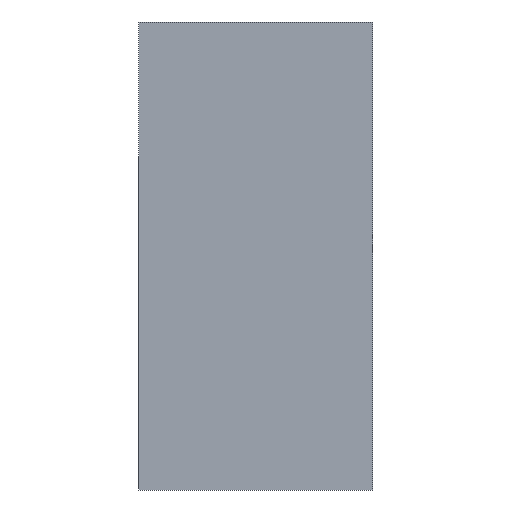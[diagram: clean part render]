
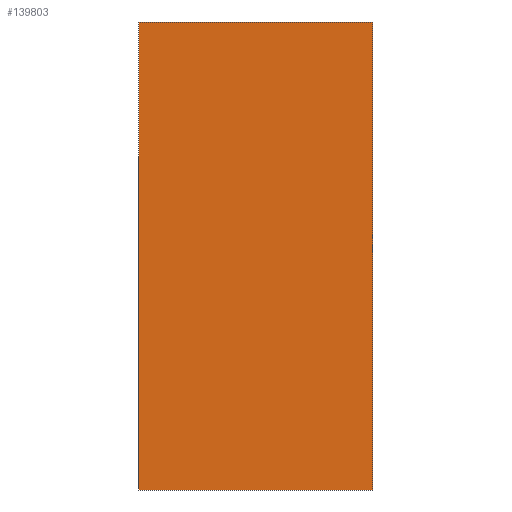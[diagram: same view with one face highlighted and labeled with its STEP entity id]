
A CAD part, front view. The second image highlights one B-rep face of the part: STEP entity #139803.
In plain terms, the highlighted free-form (B-spline) face has degree [1, 1] with [2, 2] control points.
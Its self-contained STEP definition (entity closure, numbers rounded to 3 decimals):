
#139705 = VERTEX_POINT('',#139706);
#139706 = CARTESIAN_POINT('',(3744.697,-166.431,
    7489.394));
#139711 = EDGE_CURVE('',#139705,#139712,#139714,.T.);
#139712 = VERTEX_POINT('',#139713);
#139713 = CARTESIAN_POINT('',(3744.697,-166.431,
    -7489.394));
#139714 = B_SPLINE_CURVE_WITH_KNOTS('',1,(#139715,#139716),
  .UNSPECIFIED.,.F.,.F.,(2,2),(0.,18000.),.PIECEWISE_BEZIER_KNOTS.);
#139715 = CARTESIAN_POINT('',(3744.697,-166.431,
    7489.394));
#139716 = CARTESIAN_POINT('',(3744.697,-166.431,
    -7489.394));
#139739 = VERTEX_POINT('',#139740);
#139740 = CARTESIAN_POINT('',(-3744.697,-166.431,
    7489.394));
#139745 = EDGE_CURVE('',#139739,#139705,#139746,.T.);
#139746 = B_SPLINE_CURVE_WITH_KNOTS('',1,(#139747,#139748),
  .UNSPECIFIED.,.F.,.F.,(2,2),(0.,9000.),.PIECEWISE_BEZIER_KNOTS.);
#139747 = CARTESIAN_POINT('',(-3744.697,-166.431,
    7489.394));
#139748 = CARTESIAN_POINT('',(3744.697,-166.431,
    7489.394));
#139767 = VERTEX_POINT('',#139768);
#139768 = CARTESIAN_POINT('',(-3744.697,-166.431,
    -7489.394));
#139773 = EDGE_CURVE('',#139767,#139739,#139774,.T.);
#139774 = B_SPLINE_CURVE_WITH_KNOTS('',1,(#139775,#139776),
  .UNSPECIFIED.,.F.,.F.,(2,2),(-18000.,0.),.PIECEWISE_BEZIER_KNOTS.);
#139775 = CARTESIAN_POINT('',(-3744.697,-166.431,
    -7489.394));
#139776 = CARTESIAN_POINT('',(-3744.697,-166.431,
    7489.394));
#139793 = EDGE_CURVE('',#139712,#139767,#139794,.T.);
#139794 = B_SPLINE_CURVE_WITH_KNOTS('',1,(#139795,#139796),
  .UNSPECIFIED.,.F.,.F.,(2,2),(-9000.,-0.),.PIECEWISE_BEZIER_KNOTS.);
#139795 = CARTESIAN_POINT('',(3744.697,-166.431,
    -7489.394));
#139796 = CARTESIAN_POINT('',(-3744.697,-166.431,
    -7489.394));
#139803 = ADVANCED_FACE('',(#139804),#139810,.T.);
#139804 = FACE_BOUND('',#139805,.T.);
#139805 = EDGE_LOOP('',(#139806,#139807,#139808,#139809));
#139806 = ORIENTED_EDGE('',*,*,#139711,.F.);
#139807 = ORIENTED_EDGE('',*,*,#139745,.F.);
#139808 = ORIENTED_EDGE('',*,*,#139773,.F.);
#139809 = ORIENTED_EDGE('',*,*,#139793,.F.);
#139810 = B_SPLINE_SURFACE_WITH_KNOTS('',1,1,(
    (#139811,#139812)
    ,(#139813,#139814
    )),.UNSPECIFIED.,.F.,.F.,.F.,(2,2),(2,2),(-9000.,9000.),(-4500.,
    4500.),.PIECEWISE_BEZIER_KNOTS.);
#139811 = CARTESIAN_POINT('',(-3744.697,-166.431,
    7489.394));
#139812 = CARTESIAN_POINT('',(3744.697,-166.431,
    7489.394));
#139813 = CARTESIAN_POINT('',(-3744.697,-166.431,
    -7489.394));
#139814 = CARTESIAN_POINT('',(3744.697,-166.431,
    -7489.394));
